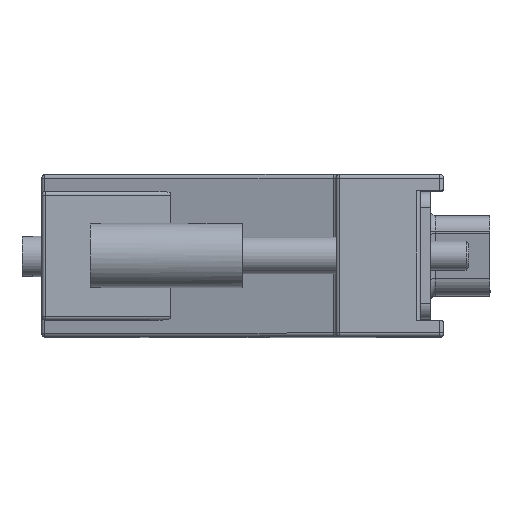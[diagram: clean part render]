
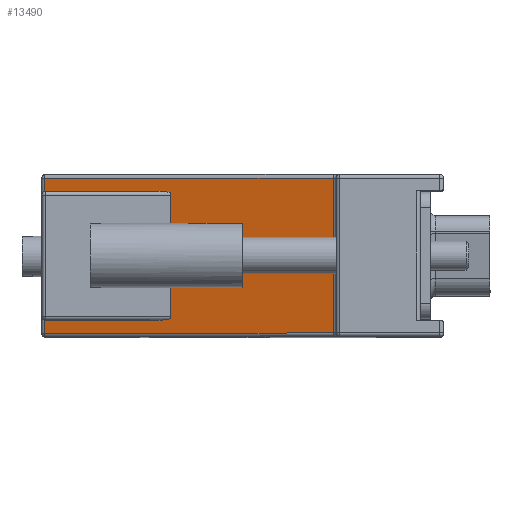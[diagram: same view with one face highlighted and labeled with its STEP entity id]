
A CAD part, top view. The second image highlights one B-rep face of the part: STEP entity #13490.
In plain terms, the highlighted planar face has unit normal (-0.255, 0, 0.967).
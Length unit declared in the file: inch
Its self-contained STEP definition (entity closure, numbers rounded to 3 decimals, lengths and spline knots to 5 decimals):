
#13439 = EDGE_LOOP ( 'NONE', ( #13547, #13650, #13622, #13619, #13574, #13585, #13588, #13612, #13604, #13607, #13610, #13519 ) ) ;
#13490 = ADVANCED_FACE ( 'NONE', ( #15677 ), #15675, .F. ) ;
#13518 = EDGE_CURVE ( 'NONE', #13611, #13609, #16087, .T. ) ;
#13519 = ORIENTED_EDGE ( 'NONE', *, *, #13520, .T. ) ;
#13520 = EDGE_CURVE ( 'NONE', #13611, #13546, #16083, .T. ) ;
#13546 = VERTEX_POINT ( 'NONE', #16030 ) ;
#13547 = ORIENTED_EDGE ( 'NONE', *, *, #13591, .T. ) ;
#13574 = ORIENTED_EDGE ( 'NONE', *, *, #13575, .T. ) ;
#13575 = EDGE_CURVE ( 'NONE', #13620, #13584, #15974, .T. ) ;
#13583 = EDGE_CURVE ( 'NONE', #13624, #13620, #15952, .T. ) ;
#13584 = VERTEX_POINT ( 'NONE', #15948 ) ;
#13585 = ORIENTED_EDGE ( 'NONE', *, *, #13587, .T. ) ;
#13586 = VERTEX_POINT ( 'NONE', #15947 ) ;
#13587 = EDGE_CURVE ( 'NONE', #13584, #13586, #15946, .T. ) ;
#13588 = ORIENTED_EDGE ( 'NONE', *, *, #13589, .T. ) ;
#13589 = EDGE_CURVE ( 'NONE', #13586, #13590, #15942, .T. ) ;
#13590 = VERTEX_POINT ( 'NONE', #15938 ) ;
#13591 = EDGE_CURVE ( 'NONE', #13546, #13621, #15937, .T. ) ;
#13604 = ORIENTED_EDGE ( 'NONE', *, *, #13605, .T. ) ;
#13605 = EDGE_CURVE ( 'NONE', #13614, #13606, #15909, .T. ) ;
#13606 = VERTEX_POINT ( 'NONE', #15905 ) ;
#13607 = ORIENTED_EDGE ( 'NONE', *, *, #13608, .T. ) ;
#13608 = EDGE_CURVE ( 'NONE', #13606, #13609, #15902, .T. ) ;
#13609 = VERTEX_POINT ( 'NONE', #15904 ) ;
#13610 = ORIENTED_EDGE ( 'NONE', *, *, #13518, .F. ) ;
#13611 = VERTEX_POINT ( 'NONE', #15903 ) ;
#13612 = ORIENTED_EDGE ( 'NONE', *, *, #13613, .T. ) ;
#13613 = EDGE_CURVE ( 'NONE', #13590, #13614, #15896, .T. ) ;
#13614 = VERTEX_POINT ( 'NONE', #16286 ) ;
#13619 = ORIENTED_EDGE ( 'NONE', *, *, #13583, .T. ) ;
#13620 = VERTEX_POINT ( 'NONE', #16331 ) ;
#13621 = VERTEX_POINT ( 'NONE', #16330 ) ;
#13622 = ORIENTED_EDGE ( 'NONE', *, *, #13623, .T. ) ;
#13623 = EDGE_CURVE ( 'NONE', #13652, #13624, #16329, .T. ) ;
#13624 = VERTEX_POINT ( 'NONE', #16325 ) ;
#13650 = ORIENTED_EDGE ( 'NONE', *, *, #13651, .T. ) ;
#13651 = EDGE_CURVE ( 'NONE', #13621, #13652, #16275, .T. ) ;
#13652 = VERTEX_POINT ( 'NONE', #16277 ) ;
#15671 = DIRECTION ( 'NONE',  ( -0.967, 0., -0.255 ) ) ;
#15672 = DIRECTION ( 'NONE',  ( 0.255, 0., -0.967 ) ) ;
#15673 = CARTESIAN_POINT ( 'NONE',  ( -1.351, 0.315, 0.539 ) ) ;
#15674 = AXIS2_PLACEMENT_3D ( 'NONE', #15673, #15672, #15671 ) ;
#15675 = PLANE ( 'NONE',  #15674 ) ;
#15677 = FACE_OUTER_BOUND ( 'NONE', #13439, .T. ) ;
#15896 =( BOUNDED_CURVE ( )  B_SPLINE_CURVE ( 3, ( #16137, #16198, #16197, #16196 ),
 .UNSPECIFIED., .F., .T. ) 
 B_SPLINE_CURVE_WITH_KNOTS ( ( 4, 4 ),
 ( 4.45468, 4.71239 ),
 .UNSPECIFIED. ) 
 CURVE ( )  GEOMETRIC_REPRESENTATION_ITEM ( )  RATIONAL_B_SPLINE_CURVE ( ( 1., 0.994, 0.994, 1. ) ) 
 REPRESENTATION_ITEM ( '' )  );
#15898 = CARTESIAN_POINT ( 'NONE',  ( -0.851, 0.24428, 0.67079 ) ) ;
#15899 = CARTESIAN_POINT ( 'NONE',  ( -0.86198, 0.24796, 0.66789 ) ) ;
#15900 = CARTESIAN_POINT ( 'NONE',  ( -0.87796, 0.25, 0.66368 ) ) ;
#15901 = CARTESIAN_POINT ( 'NONE',  ( -0.89572, 0.25, 0.659 ) ) ;
#15902 =( BOUNDED_CURVE ( )  B_SPLINE_CURVE ( 3, ( #15901, #15900, #15899, #15898 ),
 .UNSPECIFIED., .F., .T. ) 
 B_SPLINE_CURVE_WITH_KNOTS ( ( 4, 4 ),
 ( 1.5708, 2.47471 ),
 .UNSPECIFIED. ) 
 CURVE ( )  GEOMETRIC_REPRESENTATION_ITEM ( )  RATIONAL_B_SPLINE_CURVE ( ( 1., 0.933, 0.933, 1. ) ) 
 REPRESENTATION_ITEM ( '' )  );
#15903 = CARTESIAN_POINT ( 'NONE',  ( -0.851, -0.24428, 0.67079 ) ) ;
#15904 = CARTESIAN_POINT ( 'NONE',  ( -0.851, 0.24428, 0.67079 ) ) ;
#15905 = CARTESIAN_POINT ( 'NONE',  ( -0.89572, 0.25, 0.659 ) ) ;
#15906 = DIRECTION ( 'NONE',  ( 0.967, 0., 0.255 ) ) ;
#15907 = VECTOR ( 'NONE', #15906, 39.37008 ) ;
#15908 = CARTESIAN_POINT ( 'NONE',  ( -1.351, 0.25, 0.539 ) ) ;
#15909 = LINE ( 'NONE', #15908, #15907 ) ;
#15934 = DIRECTION ( 'NONE',  ( -0.967, 0., -0.255 ) ) ;
#15935 = VECTOR ( 'NONE', #15934, 39.37008 ) ;
#15936 = CARTESIAN_POINT ( 'NONE',  ( -1.351, -0.25, 0.539 ) ) ;
#15937 = LINE ( 'NONE', #15936, #15935 ) ;
#15938 = CARTESIAN_POINT ( 'NONE',  ( -1.33982, 0.2495, 0.54195 ) ) ;
#15939 = DIRECTION ( 'NONE',  ( 0., -1., 0. ) ) ;
#15940 = VECTOR ( 'NONE', #15939, 39.37008 ) ;
#15941 = CARTESIAN_POINT ( 'NONE',  ( -1.33982, 0.315, 0.54195 ) ) ;
#15942 = LINE ( 'NONE', #15941, #15940 ) ;
#15943 = DIRECTION ( 'NONE',  ( -0.967, 0., -0.255 ) ) ;
#15944 = VECTOR ( 'NONE', #15943, 39.37008 ) ;
#15945 = CARTESIAN_POINT ( 'NONE',  ( -1.351, 0.3, 0.539 ) ) ;
#15946 = LINE ( 'NONE', #15945, #15944 ) ;
#15947 = CARTESIAN_POINT ( 'NONE',  ( -1.33982, 0.3, 0.54195 ) ) ;
#15948 = CARTESIAN_POINT ( 'NONE',  ( -0.22018, 0.3, 0.83705 ) ) ;
#15949 = DIRECTION ( 'NONE',  ( 0.967, 0., 0.255 ) ) ;
#15950 = VECTOR ( 'NONE', #15949, 39.37008 ) ;
#15951 = CARTESIAN_POINT ( 'NONE',  ( -1.351, -0.3, 0.539 ) ) ;
#15952 = LINE ( 'NONE', #15951, #15950 ) ;
#15971 = DIRECTION ( 'NONE',  ( 0., 1., 0. ) ) ;
#15972 = VECTOR ( 'NONE', #15971, 39.37008 ) ;
#15973 = CARTESIAN_POINT ( 'NONE',  ( -0.22018, 0.315, 0.83705 ) ) ;
#15974 = LINE ( 'NONE', #15973, #15972 ) ;
#16030 = CARTESIAN_POINT ( 'NONE',  ( -0.89572, -0.25, 0.659 ) ) ;
#16079 = CARTESIAN_POINT ( 'NONE',  ( -0.89572, -0.25, 0.659 ) ) ;
#16080 = CARTESIAN_POINT ( 'NONE',  ( -0.87796, -0.25, 0.66368 ) ) ;
#16081 = CARTESIAN_POINT ( 'NONE',  ( -0.86198, -0.24796, 0.66789 ) ) ;
#16082 = CARTESIAN_POINT ( 'NONE',  ( -0.851, -0.24428, 0.67079 ) ) ;
#16083 =( BOUNDED_CURVE ( )  B_SPLINE_CURVE ( 3, ( #16082, #16081, #16080, #16079 ),
 .UNSPECIFIED., .F., .T. ) 
 B_SPLINE_CURVE_WITH_KNOTS ( ( 4, 4 ),
 ( 3.80847, 4.71239 ),
 .UNSPECIFIED. ) 
 CURVE ( )  GEOMETRIC_REPRESENTATION_ITEM ( )  RATIONAL_B_SPLINE_CURVE ( ( 1., 0.933, 0.933, 1. ) ) 
 REPRESENTATION_ITEM ( '' )  );
#16084 = DIRECTION ( 'NONE',  ( 0., 1., 0. ) ) ;
#16085 = VECTOR ( 'NONE', #16084, 39.37008 ) ;
#16086 = CARTESIAN_POINT ( 'NONE',  ( -0.851, 0.315, 0.67079 ) ) ;
#16087 = LINE ( 'NONE', #16086, #16085 ) ;
#16137 = CARTESIAN_POINT ( 'NONE',  ( -1.33982, 0.2495, 0.54195 ) ) ;
#16196 = CARTESIAN_POINT ( 'NONE',  ( -1.336, 0.25, 0.54295 ) ) ;
#16197 = CARTESIAN_POINT ( 'NONE',  ( -1.33729, 0.25, 0.54261 ) ) ;
#16198 = CARTESIAN_POINT ( 'NONE',  ( -1.33857, 0.24983, 0.54228 ) ) ;
#16271 = CARTESIAN_POINT ( 'NONE',  ( -1.33982, -0.2495, 0.54195 ) ) ;
#16272 = CARTESIAN_POINT ( 'NONE',  ( -1.33857, -0.24983, 0.54228 ) ) ;
#16273 = CARTESIAN_POINT ( 'NONE',  ( -1.33729, -0.25, 0.54261 ) ) ;
#16274 = CARTESIAN_POINT ( 'NONE',  ( -1.336, -0.25, 0.54295 ) ) ;
#16275 =( BOUNDED_CURVE ( )  B_SPLINE_CURVE ( 3, ( #16274, #16273, #16272, #16271 ),
 .UNSPECIFIED., .F., .T. ) 
 B_SPLINE_CURVE_WITH_KNOTS ( ( 4, 4 ),
 ( 4.71239, 4.9701 ),
 .UNSPECIFIED. ) 
 CURVE ( )  GEOMETRIC_REPRESENTATION_ITEM ( )  RATIONAL_B_SPLINE_CURVE ( ( 1., 0.994, 0.994, 1. ) ) 
 REPRESENTATION_ITEM ( '' )  );
#16277 = CARTESIAN_POINT ( 'NONE',  ( -1.33982, -0.2495, 0.54195 ) ) ;
#16286 = CARTESIAN_POINT ( 'NONE',  ( -1.336, 0.25, 0.54295 ) ) ;
#16325 = CARTESIAN_POINT ( 'NONE',  ( -1.33982, -0.3, 0.54195 ) ) ;
#16326 = DIRECTION ( 'NONE',  ( 0., -1., 0. ) ) ;
#16327 = VECTOR ( 'NONE', #16326, 39.37008 ) ;
#16328 = CARTESIAN_POINT ( 'NONE',  ( -1.33982, 0.315, 0.54195 ) ) ;
#16329 = LINE ( 'NONE', #16328, #16327 ) ;
#16330 = CARTESIAN_POINT ( 'NONE',  ( -1.336, -0.25, 0.54295 ) ) ;
#16331 = CARTESIAN_POINT ( 'NONE',  ( -0.22018, -0.3, 0.83705 ) ) ;
